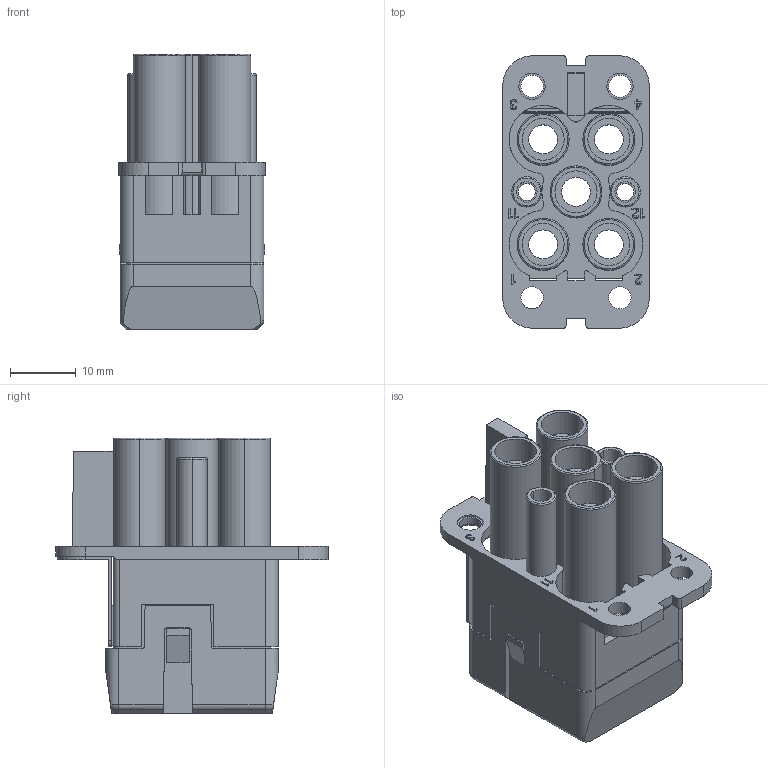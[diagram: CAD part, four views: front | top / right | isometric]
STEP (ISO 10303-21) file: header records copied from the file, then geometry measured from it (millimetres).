
FILE_DESCRIPTION(('Creo Elements/Direct Modeling STEP Export'),'2;1');
FILE_NAME('0ln7uvk5opo6icm7068','2023-01-19T16:26:19',(''),(''),'Creo Elements/Direct Modeling STEP processor for AP214 (Solid Model)','Creo Elements/Direct Modeling 20.1B 02-Apr-2019 (C) Parametric Technology GmbH','');
FILE_SCHEMA(('AUTOMOTIVE_DESIGN { 1 0 10303 214 1 1 1 1 }'));
Length unit declared in the file: millimetre
Products named in the file (2): CQF 04-2E
Assembly tree (1 placements, depth 2):
  CQF 04-2E
    CQF 04-2E
Bounding box: 22.3 x 41.5 x 42 mm (x, y, z)
Volume: 10635.7 mm3; surface area: 14142.6 mm2
Topology: 1 solids, 1 shells, 686 faces, 2162 edges, 1514 vertices
Faces by surface type: plane 467, cylinder 155, cone 38, torus 26
Entity records: 29290 total; most frequent: CARTESIAN_POINT 4642, ORIENTED_EDGE 4324, DIRECTION 3623, EDGE_CURVE 2162, VECTOR 1641, LINE 1641, VERTEX_POINT 1514, AXIS2_PLACEMENT_3D 991
